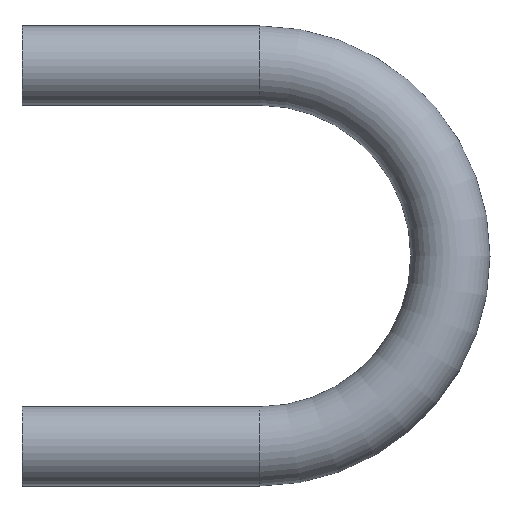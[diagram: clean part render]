
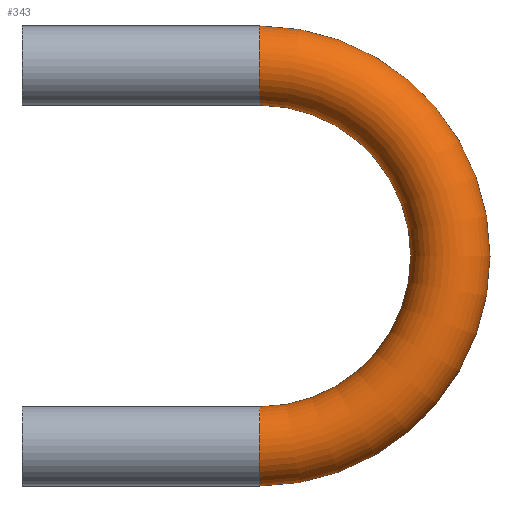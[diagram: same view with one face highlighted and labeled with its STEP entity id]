
A CAD part, front view. The second image highlights one B-rep face of the part: STEP entity #343.
In plain terms, the highlighted toroidal (fillet/blend) face has major radius 24 mm and minor radius 5 mm.
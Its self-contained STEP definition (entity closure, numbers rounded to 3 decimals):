
#1 = DIRECTION ( 'NONE',  ( 0., 0., -1. ) ) ;
#7 = EDGE_LOOP ( 'NONE', ( #151, #81, #96, #46 ) ) ;
#8 = DIRECTION ( 'NONE',  ( 0., 0., -1. ) ) ;
#12 = VERTEX_POINT ( 'NONE', #36 ) ;
#17 = CIRCLE ( 'NONE', #205, 5. ) ;
#19 = EDGE_CURVE ( 'NONE', #250, #12, #329, .T. ) ;
#36 = CARTESIAN_POINT ( 'NONE',  ( 30., 0., -5. ) ) ;
#46 = ORIENTED_EDGE ( 'NONE', *, *, #382, .F. ) ;
#56 = DIRECTION ( 'NONE',  ( 0., 0., -1. ) ) ;
#63 = AXIS2_PLACEMENT_3D ( 'NONE', #246, #243, #56 ) ;
#81 = ORIENTED_EDGE ( 'NONE', *, *, #232, .T. ) ;
#96 = ORIENTED_EDGE ( 'NONE', *, *, #126, .F. ) ;
#105 = CARTESIAN_POINT ( 'NONE',  ( 30., 0., 48. ) ) ;
#109 = CIRCLE ( 'NONE', #63, 19. ) ;
#116 = DIRECTION ( 'NONE',  ( -1., 0., 0. ) ) ;
#126 = EDGE_CURVE ( 'NONE', #290, #227, #17, .T. ) ;
#142 = TOROIDAL_SURFACE ( 'NONE', #195, 24., 5. ) ;
#143 = CARTESIAN_POINT ( 'NONE',  ( 30., 0., 24. ) ) ;
#148 = FACE_OUTER_BOUND ( 'NONE', #7, .T. ) ;
#151 = ORIENTED_EDGE ( 'NONE', *, *, #19, .T. ) ;
#176 = CARTESIAN_POINT ( 'NONE',  ( 30., 0., 43. ) ) ;
#195 = AXIS2_PLACEMENT_3D ( 'NONE', #143, #383, #407 ) ;
#205 = AXIS2_PLACEMENT_3D ( 'NONE', #105, #116, #244 ) ;
#217 = DIRECTION ( 'NONE',  ( 0., -1., 0. ) ) ;
#227 = VERTEX_POINT ( 'NONE', #242 ) ;
#232 = EDGE_CURVE ( 'NONE', #12, #227, #401, .T. ) ;
#242 = CARTESIAN_POINT ( 'NONE',  ( 30., 0., 53. ) ) ;
#243 = DIRECTION ( 'NONE',  ( 0., -1., 0. ) ) ;
#244 = DIRECTION ( 'NONE',  ( 0., 0., 1. ) ) ;
#246 = CARTESIAN_POINT ( 'NONE',  ( 30., 0., 24. ) ) ;
#249 = CARTESIAN_POINT ( 'NONE',  ( 30., 0., 24. ) ) ;
#250 = VERTEX_POINT ( 'NONE', #251 ) ;
#251 = CARTESIAN_POINT ( 'NONE',  ( 30., 0., 5. ) ) ;
#254 = DIRECTION ( 'NONE',  ( 1., 0., 0. ) ) ;
#265 = AXIS2_PLACEMENT_3D ( 'NONE', #363, #254, #8 ) ;
#290 = VERTEX_POINT ( 'NONE', #176 ) ;
#329 = CIRCLE ( 'NONE', #265, 5. ) ;
#343 = ADVANCED_FACE ( 'NONE', ( #148 ), #142, .T. ) ;
#363 = CARTESIAN_POINT ( 'NONE',  ( 30., 0., 0. ) ) ;
#382 = EDGE_CURVE ( 'NONE', #250, #290, #109, .T. ) ;
#383 = DIRECTION ( 'NONE',  ( 0., -1., 0. ) ) ;
#401 = CIRCLE ( 'NONE', #417, 29. ) ;
#407 = DIRECTION ( 'NONE',  ( 0., 0., -1. ) ) ;
#417 = AXIS2_PLACEMENT_3D ( 'NONE', #249, #217, #1 ) ;
